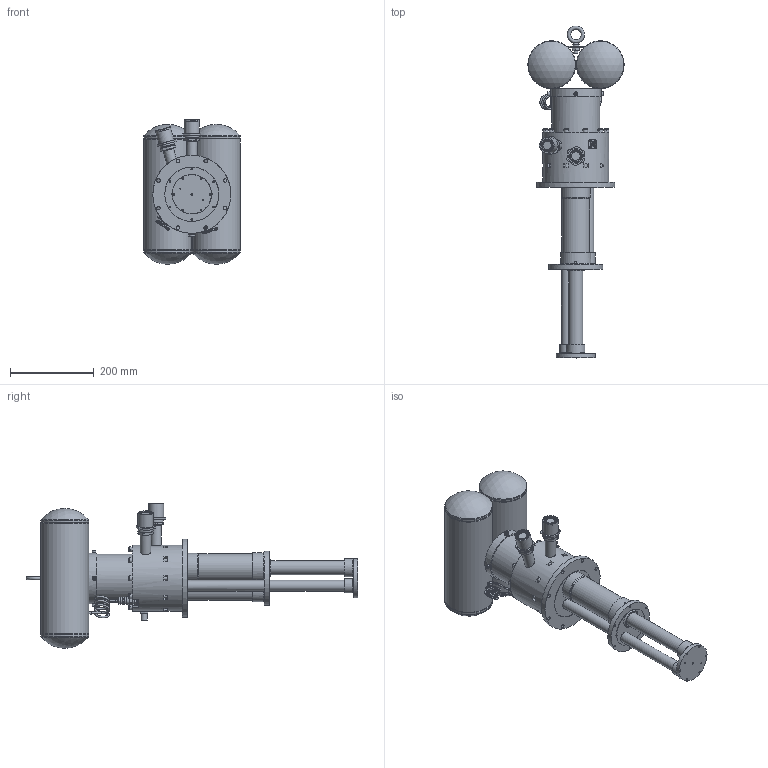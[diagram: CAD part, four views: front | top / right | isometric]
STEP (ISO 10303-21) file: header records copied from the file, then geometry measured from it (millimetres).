
FILE_DESCRIPTION(/* description */ (''),/* implementation_level */ '2;1');
FILE_NAME(/* name */ 'CH40415 24JUL14.stp',/* time_stamp */ '2014-07-24T15:31:04-04:00',/* author */ ('skeeler'),/* organization */ (''),/* preprocessor_version */ 'ST-DEVELOPER v15.2',/* originating_system */ 'Autodesk Inventor 2014',/* authorisation */ '');
FILE_SCHEMA (('AUTOMOTIVE_DESIGN { 1 0 10303 214 3 1 1 }'));
Length unit declared in the file: inch
Products named in the file (1): Part3
Bounding box: 230.46 x 794.24 x 346.18 mm (x, y, z)
Volume: 6368086.7 mm3; surface area: 675482.7 mm2
Topology: 17 solids, 23 shells, 1027 faces, 2714 edges, 1803 vertices
Faces by surface type: plane 475, cylinder 325, cone 117, torus 88, bspline 14, sphere 8
Full cylindrical faces by diameter (mm): 0.889 x4, 1.016 x3, 1.181 x20, 2.464 x4, 2.845 x4, 2.946 x4, 3.048 x4, 3.962 x6, 4.14 x13, 4.648 x4, 4.826 x3, 5.232 x3, 5.588 x2, 6.35 x7, 6.731 x4, 7.874 x1, 7.925 x3, 7.938 x10, 8.255 x1, 8.331 x12, 9.525 x4, 9.982 x2, 10.49 x1, 11.328 x1, 11.811 x1, 11.913 x10, 13.97 x1, 15.875 x9, 20.828 x2, 25.4 x3
Entity records: 35145 total; most frequent: CARTESIAN_POINT 11405, DIRECTION 4688, ORIENTED_EDGE 4520, EDGE_CURVE 2255, AXIS2_PLACEMENT_3D 1913, VERTEX_POINT 1623, EDGE_LOOP 1539, ADVANCED_FACE 1024
